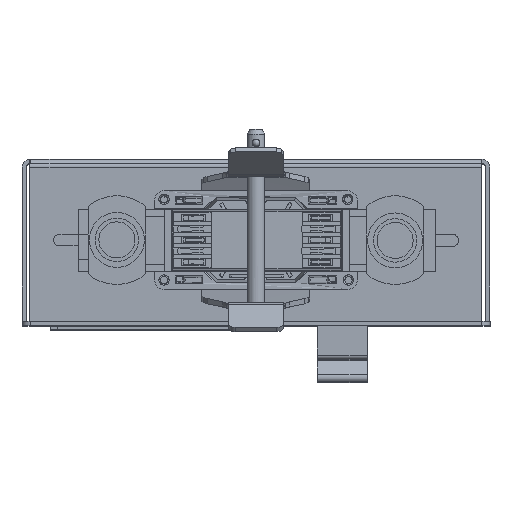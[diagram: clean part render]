
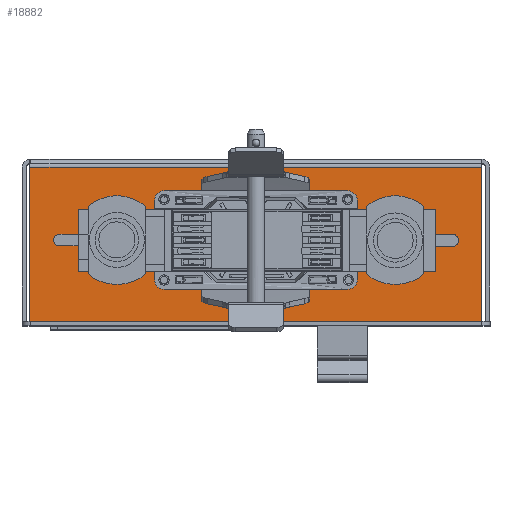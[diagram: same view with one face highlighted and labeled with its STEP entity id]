
A CAD part, top view. The second image highlights one B-rep face of the part: STEP entity #18882.
In plain terms, the highlighted planar face has unit normal (0, 0, 1).
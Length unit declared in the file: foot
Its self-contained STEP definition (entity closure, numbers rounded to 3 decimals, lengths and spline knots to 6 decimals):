
#1233=PLANE('',#21509);
#2260=FACE_OUTER_BOUND('',#3517,.T.);
#3517=EDGE_LOOP('',(#16023,#16024,#16025,#16026));
#5297=LINE('',#35245,#7258);
#5300=LINE('',#35252,#7261);
#5317=LINE('',#35292,#7278);
#5318=LINE('',#35294,#7279);
#7258=VECTOR('',#25751,1.);
#7261=VECTOR('',#25756,1.);
#7278=VECTOR('',#25801,1.);
#7279=VECTOR('',#25804,1.);
#9372=VERTEX_POINT('',#35242);
#9373=VERTEX_POINT('',#35244);
#9375=VERTEX_POINT('',#35249);
#9376=VERTEX_POINT('',#35251);
#11618=EDGE_CURVE('',#9372,#9373,#5297,.T.);
#11621=EDGE_CURVE('',#9375,#9376,#5300,.T.);
#11642=EDGE_CURVE('',#9376,#9372,#5317,.T.);
#11643=EDGE_CURVE('',#9375,#9373,#5318,.T.);
#16023=ORIENTED_EDGE('',*,*,#11618,.F.);
#16024=ORIENTED_EDGE('',*,*,#11642,.F.);
#16025=ORIENTED_EDGE('',*,*,#11621,.F.);
#16026=ORIENTED_EDGE('',*,*,#11643,.T.);
#18882=ADVANCED_FACE('',(#2260),#1233,.T.);
#21509=AXIS2_PLACEMENT_3D('',#35293,#25802,#25803);
#25751=DIRECTION('',(0.,-1.,0.));
#25756=DIRECTION('',(0.,1.,0.));
#25801=DIRECTION('',(1.,0.,0.));
#25802=DIRECTION('center_axis',(0.,0.,
1.));
#25803=DIRECTION('ref_axis',(-1.,0.,0.));
#25804=DIRECTION('',(1.,0.,0.));
#35242=CARTESIAN_POINT('',(0.261278,0.084339,-0.163666));
#35244=CARTESIAN_POINT('',(0.261278,-0.093681,-0.163666));
#35245=CARTESIAN_POINT('',(0.261278,0.084339,-0.163666));
#35249=CARTESIAN_POINT('',(-0.261556,-0.093681,-0.163666));
#35251=CARTESIAN_POINT('',(-0.261556,0.084339,-0.163666));
#35252=CARTESIAN_POINT('',(-0.261556,-0.093681,-0.163666));
#35292=CARTESIAN_POINT('',(0.261278,0.084339,-0.163666));
#35293=CARTESIAN_POINT('Origin',(0.261278,0.084339,-0.163666));
#35294=CARTESIAN_POINT('',(0.261278,-0.093681,-0.163666));
